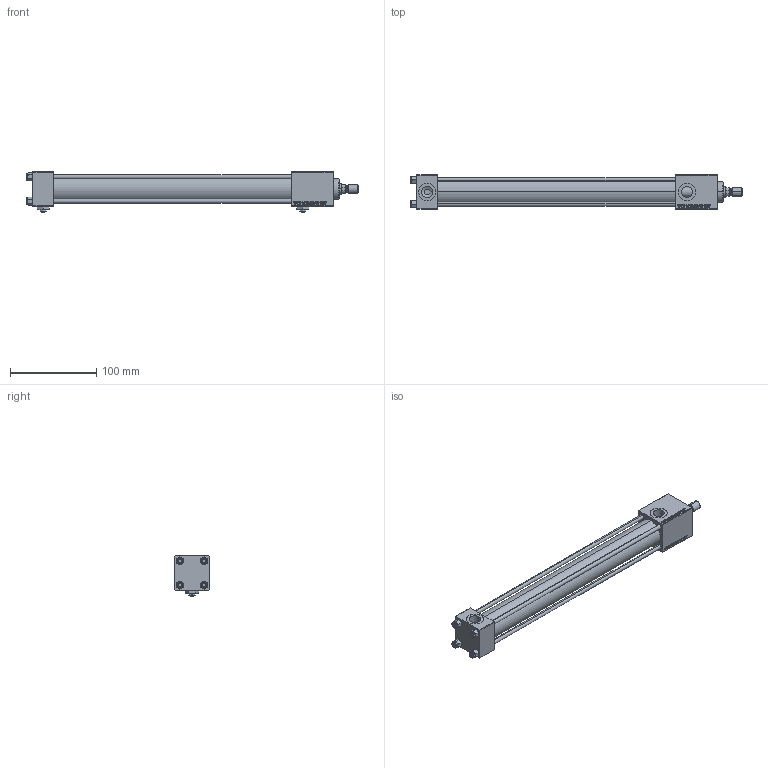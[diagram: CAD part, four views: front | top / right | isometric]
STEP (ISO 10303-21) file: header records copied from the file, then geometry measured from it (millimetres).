
FILE_DESCRIPTION (( 'STEP AP203' ), '1' );
FILE_NAME ('d920.STEP', '2023-08-23T10:17:34', ( '' ), ( '' ), 'SwSTEP 2.0', 'SolidWorks 2019', '' );
FILE_SCHEMA (( 'CONFIG_CONTROL_DESIGN' ));
Length unit declared in the file: millimetre
Products named in the file (8): V215CR_C_TYCINKA db2082bd47007dbada814cc362e07522; V215CR_VCP_C db2082bd47007dbada814cc362e07522; ROD_END_AH db2082bd47007dbada814cc362e07522; Zatka_pro_OIL_PORT db2082bd47007dbada814cc362e07522; V215_VC_A db2082bd47007dbada814cc362e07522; NUT_M5_C db2082bd47007dbada814cc362e07522; d920; V215CR_C_Body db2082bd47007dbada814cc362e07522
Assembly tree (14 placements, depth 2):
  d920
    V215CR_C_Body db2082bd47007dbada814cc362e07522
    V215CR_VCP_C db2082bd47007dbada814cc362e07522
    NUT_M5_C db2082bd47007dbada814cc362e07522  x4
    V215CR_C_TYCINKA db2082bd47007dbada814cc362e07522  x4
    V215_VC_A db2082bd47007dbada814cc362e07522
    ROD_END_AH db2082bd47007dbada814cc362e07522
    Zatka_pro_OIL_PORT db2082bd47007dbada814cc362e07522  x2
Bounding box: 386 x 40 x 47 mm (x, y, z)
Volume: 246789.1 mm3; surface area: 120405.7 mm2
Topology: 14 solids, 14 shells, 1262 faces, 3128 edges, 2015 vertices
Faces by surface type: plane 576, bspline 392, cone 182, cylinder 102, torus 10
Entity records: 52618 total; most frequent: CARTESIAN_POINT 27759, ORIENTED_EDGE 5556, DIRECTION 3612, EDGE_CURVE 2778, VERTEX_POINT 1813, VECTOR 1644, LINE 1644, EDGE_LOOP 1235
